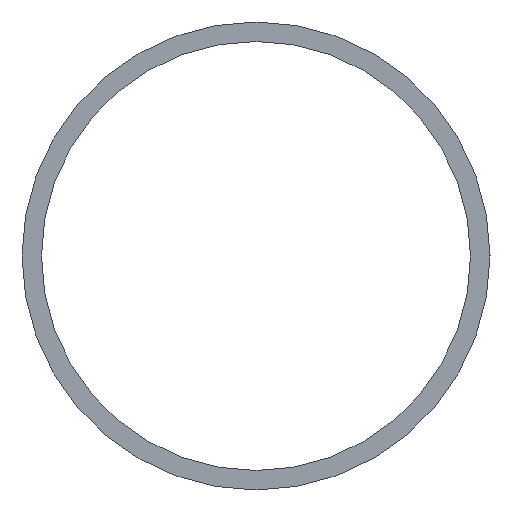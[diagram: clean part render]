
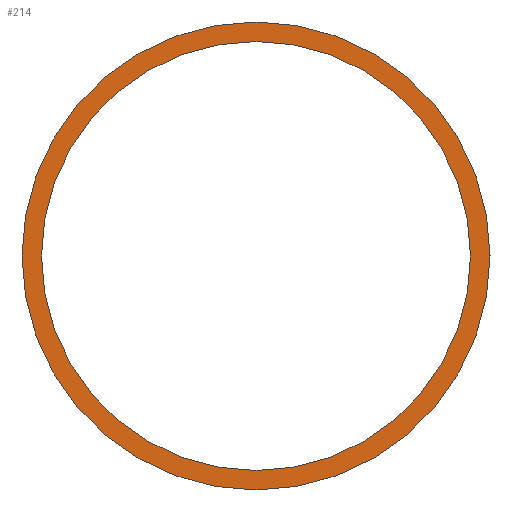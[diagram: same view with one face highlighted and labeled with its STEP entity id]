
A CAD part, left-side view. The second image highlights one B-rep face of the part: STEP entity #214.
In plain terms, the highlighted planar face has unit normal (-1, 0, 0).
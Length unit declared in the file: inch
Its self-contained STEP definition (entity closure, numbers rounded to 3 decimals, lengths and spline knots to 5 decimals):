
#4 = EDGE_CURVE ( 'NONE', #59, #93, #146, .T. ) ;
#13 = CARTESIAN_POINT ( 'NONE',  ( -23.5, 0., 0.6875 ) ) ;
#17 = DIRECTION ( 'NONE',  ( 1., 0., 0. ) ) ;
#27 = CARTESIAN_POINT ( 'NONE',  ( -23.5, 0., -0.75 ) ) ;
#28 = DIRECTION ( 'NONE',  ( 1., 0., 0. ) ) ;
#30 = AXIS2_PLACEMENT_3D ( 'NONE', #190, #122, #191 ) ;
#31 = DIRECTION ( 'NONE',  ( 1., 0., 0. ) ) ;
#32 = EDGE_CURVE ( 'NONE', #151, #56, #88, .T. ) ;
#41 = AXIS2_PLACEMENT_3D ( 'NONE', #98, #31, #204 ) ;
#42 = AXIS2_PLACEMENT_3D ( 'NONE', #90, #128, #111 ) ;
#55 = ORIENTED_EDGE ( 'NONE', *, *, #74, .F. ) ;
#56 = VERTEX_POINT ( 'NONE', #174 ) ;
#59 = VERTEX_POINT ( 'NONE', #100 ) ;
#72 = ORIENTED_EDGE ( 'NONE', *, *, #156, .T. ) ;
#74 = EDGE_CURVE ( 'NONE', #56, #151, #121, .T. ) ;
#78 = CARTESIAN_POINT ( 'NONE',  ( -23.5, 0., 0. ) ) ;
#81 = DIRECTION ( 'NONE',  ( 0., 0., -1. ) ) ;
#86 = DIRECTION ( 'NONE',  ( 0., 0., -1. ) ) ;
#88 = CIRCLE ( 'NONE', #30, 0.75 ) ;
#90 = CARTESIAN_POINT ( 'NONE',  ( -23.5, 0., 0. ) ) ;
#93 = VERTEX_POINT ( 'NONE', #13 ) ;
#95 = ORIENTED_EDGE ( 'NONE', *, *, #32, .F. ) ;
#98 = CARTESIAN_POINT ( 'NONE',  ( -23.5, 0., 0. ) ) ;
#100 = CARTESIAN_POINT ( 'NONE',  ( -23.5, 0., -0.6875 ) ) ;
#111 = DIRECTION ( 'NONE',  ( 0., 0., -1. ) ) ;
#121 = CIRCLE ( 'NONE', #220, 0.75 ) ;
#122 = DIRECTION ( 'NONE',  ( 1., 0., 0. ) ) ;
#124 = FACE_BOUND ( 'NONE', #149, .T. ) ;
#127 = FACE_OUTER_BOUND ( 'NONE', #183, .T. ) ;
#128 = DIRECTION ( 'NONE',  ( 1., 0., 0. ) ) ;
#146 = CIRCLE ( 'NONE', #42, 0.6875 ) ;
#149 = EDGE_LOOP ( 'NONE', ( #72, #217 ) ) ;
#151 = VERTEX_POINT ( 'NONE', #27 ) ;
#156 = EDGE_CURVE ( 'NONE', #93, #59, #215, .T. ) ;
#157 = AXIS2_PLACEMENT_3D ( 'NONE', #162, #17, #86 ) ;
#162 = CARTESIAN_POINT ( 'NONE',  ( -23.5, 0., 0. ) ) ;
#174 = CARTESIAN_POINT ( 'NONE',  ( -23.5, 0., 0.75 ) ) ;
#179 = PLANE ( 'NONE',  #157 ) ;
#183 = EDGE_LOOP ( 'NONE', ( #55, #95 ) ) ;
#190 = CARTESIAN_POINT ( 'NONE',  ( -23.5, 0., 0. ) ) ;
#191 = DIRECTION ( 'NONE',  ( 0., 0., -1. ) ) ;
#204 = DIRECTION ( 'NONE',  ( 0., 0., -1. ) ) ;
#214 = ADVANCED_FACE ( 'NONE', ( #127, #124 ), #179, .F. ) ;
#215 = CIRCLE ( 'NONE', #41, 0.6875 ) ;
#217 = ORIENTED_EDGE ( 'NONE', *, *, #4, .T. ) ;
#220 = AXIS2_PLACEMENT_3D ( 'NONE', #78, #28, #81 ) ;
